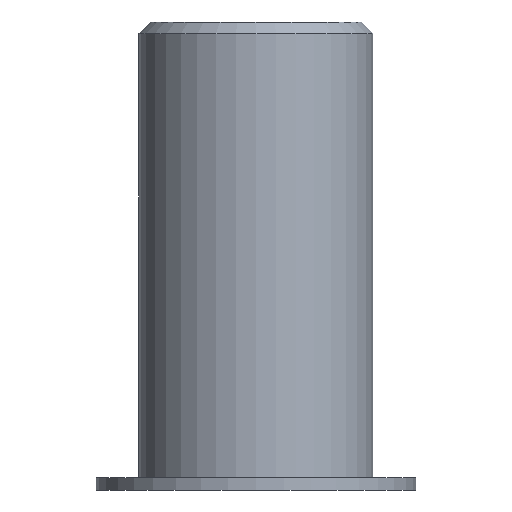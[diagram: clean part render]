
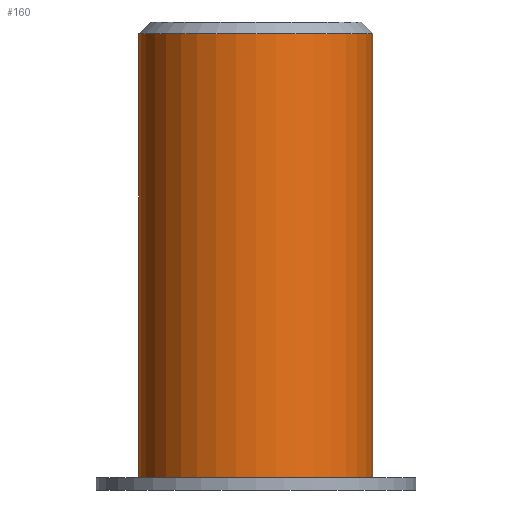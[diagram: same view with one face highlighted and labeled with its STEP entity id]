
A CAD part, front view. The second image highlights one B-rep face of the part: STEP entity #160.
In plain terms, the highlighted cylindrical face has radius 3 mm (diameter 6 mm), a full revolution.
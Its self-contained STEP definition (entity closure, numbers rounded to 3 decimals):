
#129=CARTESIAN_POINT('',(3.,0.,11.7));
#130=VERTEX_POINT('',#129);
#131=CARTESIAN_POINT('',(0.0,0.0,11.7));
#132=DIRECTION('',(0.0,0.0,1.0));
#133=DIRECTION('',(-1.0,0.0,0.0));
#134=AXIS2_PLACEMENT_3D('',#131,#132,#133);
#135=CIRCLE('',#134,3.);
#136=EDGE_CURVE('',#130,#130,#135,.T.);
#141=CARTESIAN_POINT('',(0.0,0.0,0.0));
#142=DIRECTION('',(0.0,0.0,1.0));
#143=DIRECTION('',(-1.0,0.0,0.0));
#144=AXIS2_PLACEMENT_3D('',#141,#142,#143);
#145=CYLINDRICAL_SURFACE('',#144,3.);
#146=CARTESIAN_POINT('',(3.,0.,0.32));
#147=VERTEX_POINT('',#146);
#148=CARTESIAN_POINT('',(0.0,0.0,0.32));
#149=DIRECTION('',(0.0,0.0,1.0));
#150=DIRECTION('',(-1.0,0.0,0.0));
#151=AXIS2_PLACEMENT_3D('',#148,#149,#150);
#152=CIRCLE('',#151,3.);
#153=EDGE_CURVE('',#147,#147,#152,.T.);
#154=ORIENTED_EDGE('',*,*,#153,.T.);
#155=EDGE_LOOP('',(#154));
#156=FACE_OUTER_BOUND('',#155,.T.);
#157=ORIENTED_EDGE('',*,*,#136,.F.);
#158=EDGE_LOOP('',(#157));
#159=FACE_BOUND('',#158,.T.);
#160=ADVANCED_FACE('',(#156,#159),#145,.T.);
